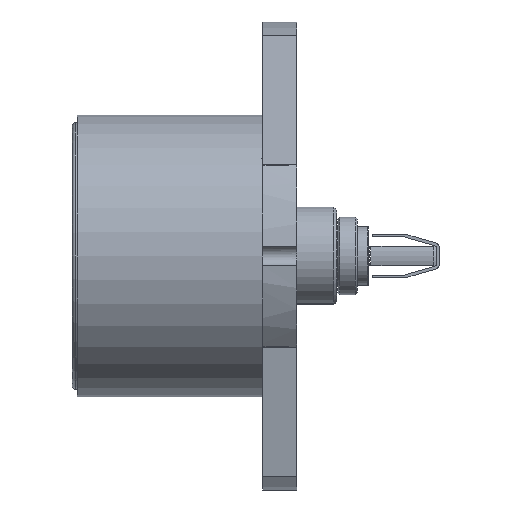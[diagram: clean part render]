
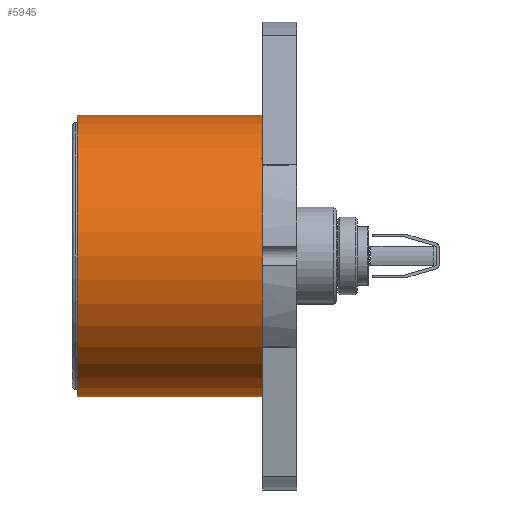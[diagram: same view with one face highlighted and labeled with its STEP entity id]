
A CAD part, left-side view. The second image highlights one B-rep face of the part: STEP entity #5945.
In plain terms, the highlighted cylindrical face has radius 14.45 mm (diameter 28.9 mm), a partial arc.
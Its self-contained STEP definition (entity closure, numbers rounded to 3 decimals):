
#18 = LINE ( 'NONE', #4162, #686 ) ;
#36 = CIRCLE ( 'NONE', #3678, 14.45 ) ;
#98 = CIRCLE ( 'NONE', #3445, 14.45 ) ;
#133 = LINE ( 'NONE', #4281, #557 ) ;
#557 = VECTOR ( 'NONE', #4425, 1000. ) ;
#686 = VECTOR ( 'NONE', #3862, 1000. ) ;
#1398 = CARTESIAN_POINT ( 'NONE',  ( 0., 9.123, -14.45 ) ) ;
#1503 = CARTESIAN_POINT ( 'NONE',  ( 0., 28.123, -14.45 ) ) ;
#1907 = CARTESIAN_POINT ( 'NONE',  ( 0., 28.123, 14.45 ) ) ;
#1962 = CARTESIAN_POINT ( 'NONE',  ( 0., 9.123, 14.45 ) ) ;
#2250 = CARTESIAN_POINT ( 'NONE',  ( 0., 9.123, 0. ) ) ;
#2456 = DIRECTION ( 'NONE',  ( 0., 0., 1. ) ) ;
#2492 = DIRECTION ( 'NONE',  ( 0., 1., 0. ) ) ;
#3249 = AXIS2_PLACEMENT_3D ( 'NONE', #2250, #2492, #2456 ) ;
#3445 = AXIS2_PLACEMENT_3D ( 'NONE', #4464, #4554, #4359 ) ;
#3678 = AXIS2_PLACEMENT_3D ( 'NONE', #3954, #3851, #4535 ) ;
#3851 = DIRECTION ( 'NONE',  ( 0., -1., 0. ) ) ;
#3862 = DIRECTION ( 'NONE',  ( 0., 1., 0. ) ) ;
#3954 = CARTESIAN_POINT ( 'NONE',  ( 0., 9.123, 0. ) ) ;
#4162 = CARTESIAN_POINT ( 'NONE',  ( 0., 9.123, 14.45 ) ) ;
#4281 = CARTESIAN_POINT ( 'NONE',  ( 0., 9.123, -14.45 ) ) ;
#4359 = DIRECTION ( 'NONE',  ( 0., 0., -1. ) ) ;
#4425 = DIRECTION ( 'NONE',  ( 0., 1., 0. ) ) ;
#4464 = CARTESIAN_POINT ( 'NONE',  ( 0., 28.123, 0. ) ) ;
#4535 = DIRECTION ( 'NONE',  ( 0., 0., -1. ) ) ;
#4554 = DIRECTION ( 'NONE',  ( 0., -1., 0. ) ) ;
#4930 = EDGE_CURVE ( 'NONE', #5850, #5610, #133, .T. ) ;
#4933 = EDGE_CURVE ( 'NONE', #5492, #5616, #18, .T. ) ;
#4935 = EDGE_CURVE ( 'NONE', #5616, #5610, #98, .T. ) ;
#4936 = EDGE_CURVE ( 'NONE', #5492, #5850, #36, .T. ) ;
#5151 = CYLINDRICAL_SURFACE ( 'NONE', #3249, 14.45 ) ;
#5184 = FACE_OUTER_BOUND ( 'NONE', #6947, .T. ) ;
#5492 = VERTEX_POINT ( 'NONE', #1962 ) ;
#5610 = VERTEX_POINT ( 'NONE', #1503 ) ;
#5616 = VERTEX_POINT ( 'NONE', #1907 ) ;
#5850 = VERTEX_POINT ( 'NONE', #1398 ) ;
#5945 = ADVANCED_FACE ( 'NONE', ( #5184 ), #5151, .T. ) ;
#6680 = ORIENTED_EDGE ( 'NONE', *, *, #4936, .F. ) ;
#6773 = ORIENTED_EDGE ( 'NONE', *, *, #4935, .T. ) ;
#6799 = ORIENTED_EDGE ( 'NONE', *, *, #4930, .F. ) ;
#6947 = EDGE_LOOP ( 'NONE', ( #6799, #6680, #7035, #6773 ) ) ;
#7035 = ORIENTED_EDGE ( 'NONE', *, *, #4933, .T. ) ;
